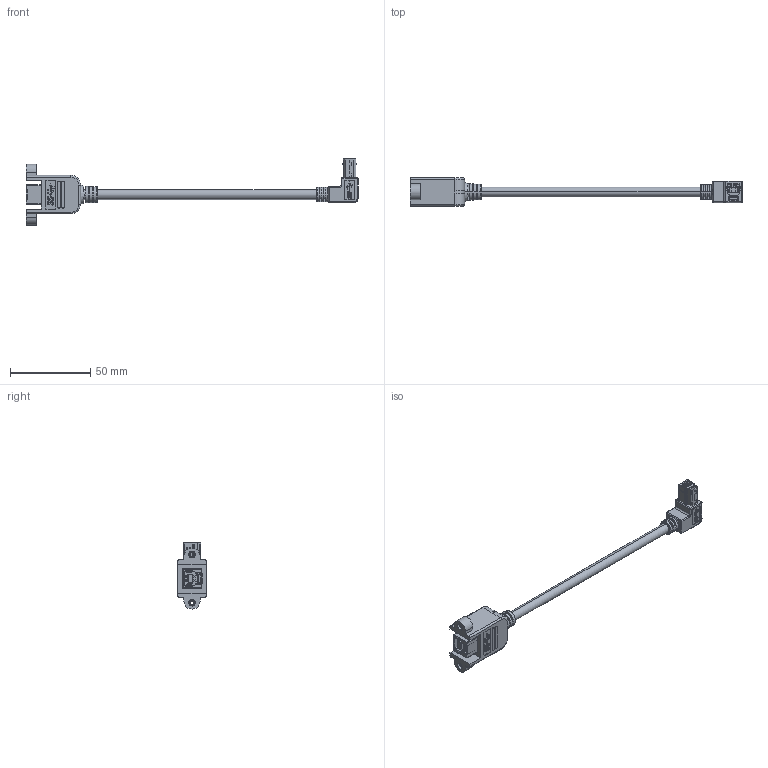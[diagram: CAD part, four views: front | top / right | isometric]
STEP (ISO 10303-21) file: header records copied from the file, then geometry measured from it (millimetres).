
FILE_DESCRIPTION (( 'STEP AP214' ), '1' );
FILE_NAME ('U3A00103.STEP', '2018-12-07T17:24:01', ( '' ), ( '' ), 'SwSTEP 2.0', 'SolidWorks 2017', '' );
FILE_SCHEMA (( 'AUTOMOTIVE_DESIGN' ));
Length unit declared in the file: millimetre
Products named in the file (15): USB3.0 BF SOLDER- SHELL; U3A00103; 1AA05-073-MA1___; MTN-1080; U3A00103-MA1; 1AJ04-028___; 1AA05-073; 1AA05-073-MA2___; USB3.0 BF SOLDER- INSULATOR; MTN-909_RIGHT WITH LOGO OD6.2; USB3.0 BF SOLDER; MTN-910; MTN-1079
Assembly tree (15 placements, depth 4):
  U3A00103
    U3A00103-MA1
    MTN-909_RIGHT WITH LOGO OD6.2
      MTN-909_RIGHT WITH LOGO OD6.2
      MTN-910
      1AA05-073
        1AA05-073-MA1___
        1AA05-073-MA2___
    MTN-1080
      MTN-1080
      1AJ04-028___  x2
      USB3.0 BF SOLDER
        USB3.0 BF SOLDER- SHELL
        USB3.0 BF SOLDER- INSULATOR
      MTN-1079
Bounding box: 206.85 x 18.3 x 41.23 mm (x, y, z)
Volume: 27383.7 mm3; surface area: 17772.4 mm2
Topology: 34 solids, 34 shells, 1969 faces, 5214 edges, 3352 vertices
Faces by surface type: plane 1353, cylinder 341, bspline 211, cone 24, torus 22, sphere 18
Entity records: 72482 total; most frequent: CARTESIAN_POINT 20503, ORIENTED_EDGE 10216, DIRECTION 8887, EDGE_CURVE 5108, VECTOR 3891, LINE 3891, VERTEX_POINT 3294, AXIS2_PLACEMENT_3D 2498
